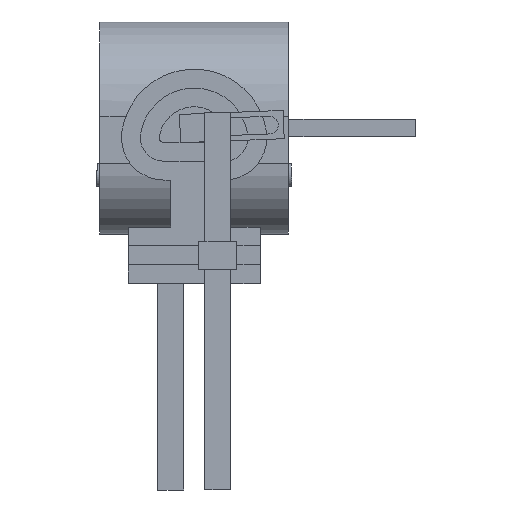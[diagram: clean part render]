
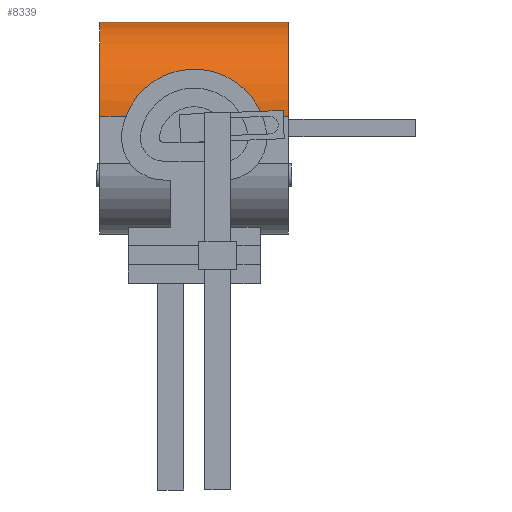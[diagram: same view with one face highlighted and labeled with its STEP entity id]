
A CAD part, left-side view. The second image highlights one B-rep face of the part: STEP entity #8339.
In plain terms, the highlighted cylindrical face has radius 20 mm (diameter 40 mm), a partial arc.
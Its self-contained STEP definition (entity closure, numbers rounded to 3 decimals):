
#444=B_SPLINE_CURVE_WITH_KNOTS('',3,(#11258,#11259,#11260,#11261,#11262,
#11263,#11264,#11265,#11266,#11267,#11268,#11269,#11270,#11271),
 .UNSPECIFIED.,.F.,.F.,(4,2,2,2,2,2,4),(1.017,1.142,
1.331,1.52,1.709,1.898,2.024),
 .UNSPECIFIED.);
#1363=FACE_OUTER_BOUND('',#1848,.T.);
#1848=EDGE_LOOP('',(#5710,#5711,#5712,#5713,#5714,#5715));
#2415=LINE('',#11273,#2790);
#2416=LINE('',#11277,#2791);
#2417=LINE('',#11280,#2792);
#2790=VECTOR('',#9693,10.);
#2791=VECTOR('',#9696,10.);
#2792=VECTOR('',#9699,10.);
#3086=CIRCLE('',#8963,20.);
#3087=CIRCLE('',#8964,20.);
#3373=VERTEX_POINT('',#11256);
#3374=VERTEX_POINT('',#11257);
#3375=VERTEX_POINT('',#11272);
#3376=VERTEX_POINT('',#11274);
#3377=VERTEX_POINT('',#11276);
#3378=VERTEX_POINT('',#11278);
#4295=EDGE_CURVE('',#3373,#3374,#444,.T.);
#4296=EDGE_CURVE('',#3373,#3375,#2415,.T.);
#4297=EDGE_CURVE('',#3375,#3376,#3086,.T.);
#4298=EDGE_CURVE('',#3377,#3376,#2416,.T.);
#4299=EDGE_CURVE('',#3377,#3378,#3087,.T.);
#4300=EDGE_CURVE('',#3378,#3374,#2417,.T.);
#5710=ORIENTED_EDGE('',*,*,#4295,.F.);
#5711=ORIENTED_EDGE('',*,*,#4296,.T.);
#5712=ORIENTED_EDGE('',*,*,#4297,.T.);
#5713=ORIENTED_EDGE('',*,*,#4298,.F.);
#5714=ORIENTED_EDGE('',*,*,#4299,.T.);
#5715=ORIENTED_EDGE('',*,*,#4300,.T.);
#8240=CYLINDRICAL_SURFACE('',#8962,20.);
#8339=ADVANCED_FACE('',(#1363),#8240,.T.);
#8962=AXIS2_PLACEMENT_3D('',#11255,#9691,#9692);
#8963=AXIS2_PLACEMENT_3D('',#11275,#9694,#9695);
#8964=AXIS2_PLACEMENT_3D('',#11279,#9697,#9698);
#9691=DIRECTION('center_axis',(0.,0.,-1.));
#9692=DIRECTION('ref_axis',(-1.,0.,0.));
#9693=DIRECTION('',(0.,0.,1.));
#9694=DIRECTION('center_axis',(0.,0.,-1.));
#9695=DIRECTION('ref_axis',(-1.,0.,0.));
#9696=DIRECTION('',(0.,0.,1.));
#9697=DIRECTION('center_axis',(0.,0.,1.));
#9698=DIRECTION('ref_axis',(-1.,0.,0.));
#9699=DIRECTION('',(0.,0.,1.));
#11255=CARTESIAN_POINT('Origin',(-10.,10.,0.));
#11256=CARTESIAN_POINT('',(-30.,10.,4.33));
#11257=CARTESIAN_POINT('',(-30.,10.,-4.33));
#11258=CARTESIAN_POINT('Ctrl Pts',(-30.,10.,4.33));
#11259=CARTESIAN_POINT('Ctrl Pts',(-30.,10.384,4.109));
#11260=CARTESIAN_POINT('Ctrl Pts',(-29.989,10.733,3.837));
#11261=CARTESIAN_POINT('Ctrl Pts',(-29.95,11.476,3.097));
#11262=CARTESIAN_POINT('Ctrl Pts',(-29.915,11.862,2.534));
#11263=CARTESIAN_POINT('Ctrl Pts',(-29.86,12.374,1.301));
#11264=CARTESIAN_POINT('Ctrl Pts',(-29.843,12.5,0.63));
#11265=CARTESIAN_POINT('Ctrl Pts',(-29.843,12.5,-0.63));
#11266=CARTESIAN_POINT('Ctrl Pts',(-29.86,12.374,-1.301));
#11267=CARTESIAN_POINT('Ctrl Pts',(-29.915,11.862,-2.534));
#11268=CARTESIAN_POINT('Ctrl Pts',(-29.95,11.476,-3.097));
#11269=CARTESIAN_POINT('Ctrl Pts',(-29.989,10.733,-3.837));
#11270=CARTESIAN_POINT('Ctrl Pts',(-30.,10.384,-4.109));
#11271=CARTESIAN_POINT('Ctrl Pts',(-30.,10.,-4.33));
#11272=CARTESIAN_POINT('',(-30.,10.,20.));
#11273=CARTESIAN_POINT('',(-30.,10.,0.));
#11274=CARTESIAN_POINT('',(-10.,30.,20.));
#11275=CARTESIAN_POINT('Origin',(-10.,10.,20.));
#11276=CARTESIAN_POINT('',(-10.,30.,-20.));
#11277=CARTESIAN_POINT('',(-10.,30.,0.));
#11278=CARTESIAN_POINT('',(-30.,10.,-20.));
#11279=CARTESIAN_POINT('Origin',(-10.,10.,-20.));
#11280=CARTESIAN_POINT('',(-30.,10.,0.));
